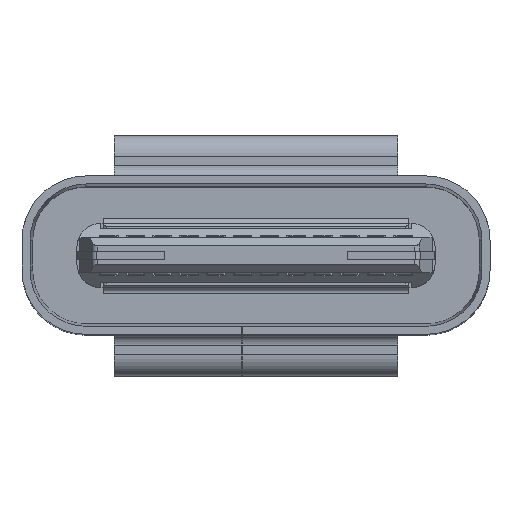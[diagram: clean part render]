
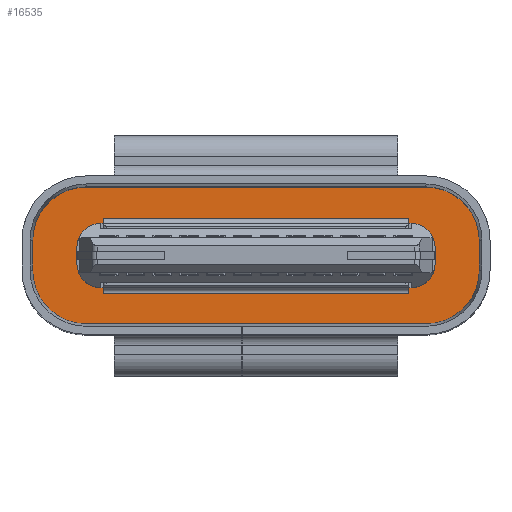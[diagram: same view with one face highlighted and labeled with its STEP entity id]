
A CAD part, top view. The second image highlights one B-rep face of the part: STEP entity #16535.
In plain terms, the highlighted planar face has unit normal (0, 0, 1).
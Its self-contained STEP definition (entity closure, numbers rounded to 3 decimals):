
#745=DIRECTION('',(0.,1.,0.));
#746=VECTOR('',#745,0.3);
#747=CARTESIAN_POINT('',(-3.345,-0.15,2.602));
#748=LINE('8675',#747,#746);
#776=DIRECTION('',(-1.,0.,0.));
#777=VECTOR('',#776,0.045);
#778=CARTESIAN_POINT('',(2.895,-0.6,2.602));
#779=LINE('8689',#778,#777);
#780=DIRECTION('',(-1.,0.,0.));
#781=VECTOR('',#780,0.045);
#782=CARTESIAN_POINT('',(-2.85,-0.6,2.602));
#783=LINE('8693',#782,#781);
#2227=DIRECTION('',(1.,0.,0.));
#2228=VECTOR('',#2227,0.045);
#2229=CARTESIAN_POINT('',(-2.895,0.6,2.602));
#2230=LINE('8925',#2229,#2228);
#2235=DIRECTION('',(1.,0.,0.));
#2236=VECTOR('',#2235,0.045);
#2237=CARTESIAN_POINT('',(2.85,0.6,2.602));
#2238=LINE('8929',#2237,#2236);
#2369=CARTESIAN_POINT('',(-3.17,0.28,2.602));
#2370=DIRECTION('',(0.,0.,-1.));
#2371=DIRECTION('',(-1.,0.,0.));
#2372=AXIS2_PLACEMENT_3D('',#2369,#2370,#2371);
#2374=DIRECTION('',(1.,0.,0.));
#2375=VECTOR('',#2374,6.34);
#2376=CARTESIAN_POINT('',(-3.17,1.28,2.602));
#2377=LINE('8934',#2376,#2375);
#2378=CARTESIAN_POINT('',(3.17,0.28,2.602));
#2379=DIRECTION('',(0.,0.,-1.));
#2380=DIRECTION('',(0.,1.,0.));
#2381=AXIS2_PLACEMENT_3D('',#2378,#2379,#2380);
#2383=CARTESIAN_POINT('',(3.17,-0.28,2.602));
#2384=DIRECTION('',(0.,0.,-1.));
#2385=DIRECTION('',(1.,0.,0.));
#2386=AXIS2_PLACEMENT_3D('',#2383,#2384,#2385);
#2388=DIRECTION('',(0.,-1.,0.));
#2389=VECTOR('',#2388,0.2);
#2390=CARTESIAN_POINT('',(0.475,-1.28,2.602));
#2391=LINE('8939',#2390,#2389);
#2392=DIRECTION('',(0.,1.,0.));
#2393=VECTOR('',#2392,0.2);
#2394=CARTESIAN_POINT('',(0.465,-1.48,2.602));
#2395=LINE('8941',#2394,#2393);
#2396=CARTESIAN_POINT('',(-3.17,-0.28,2.602));
#2397=DIRECTION('',(0.,0.,-1.));
#2398=DIRECTION('',(0.,-1.,0.));
#2399=AXIS2_PLACEMENT_3D('',#2396,#2397,#2398);
#2401=DIRECTION('',(0.,1.,0.));
#2402=VECTOR('',#2401,0.56);
#2403=CARTESIAN_POINT('',(-4.17,-0.28,2.602));
#2404=LINE('8944',#2403,#2402);
#2405=CARTESIAN_POINT('',(-2.895,0.15,2.602));
#2406=DIRECTION('',(0.,0.,1.));
#2407=DIRECTION('',(0.,1.,0.));
#2408=AXIS2_PLACEMENT_3D('',#2405,#2406,#2407);
#2410=CARTESIAN_POINT('',(-2.895,-0.15,2.602));
#2411=DIRECTION('',(0.,0.,1.));
#2412=DIRECTION('',(-1.,0.,0.));
#2413=AXIS2_PLACEMENT_3D('',#2410,#2411,#2412);
#2415=DIRECTION('',(0.,1.,0.));
#2416=VECTOR('',#2415,0.1);
#2417=CARTESIAN_POINT('',(2.85,-0.7,2.602));
#2418=LINE('8947',#2417,#2416);
#2419=CARTESIAN_POINT('',(2.895,-0.15,2.602));
#2420=DIRECTION('',(0.,0.,1.));
#2421=DIRECTION('',(0.,-1.,0.));
#2422=AXIS2_PLACEMENT_3D('',#2419,#2420,#2421);
#2424=CARTESIAN_POINT('',(2.895,0.15,2.602));
#2425=DIRECTION('',(0.,0.,1.));
#2426=DIRECTION('',(1.,0.,0.));
#2427=AXIS2_PLACEMENT_3D('',#2424,#2425,#2426);
#2449=DIRECTION('',(1.,0.,0.));
#2450=VECTOR('',#2449,3.635);
#2451=CARTESIAN_POINT('',(-3.17,-1.28,2.602));
#2452=LINE('8942',#2451,#2450);
#2597=DIRECTION('',(1.,0.,0.));
#2598=VECTOR('',#2597,0.01);
#2599=CARTESIAN_POINT('',(0.465,-1.48,2.602));
#2600=LINE('8940',#2599,#2598);
#5169=DIRECTION('',(1.,0.,0.));
#5170=VECTOR('',#5169,2.695);
#5171=CARTESIAN_POINT('',(0.475,-1.28,2.602));
#5172=LINE('8938',#5171,#5170);
#5243=DIRECTION('',(0.,1.,0.));
#5244=VECTOR('',#5243,0.56);
#5245=CARTESIAN_POINT('',(4.17,-0.28,2.602));
#5246=LINE('8936',#5245,#5244);
#7466=DIRECTION('',(0.,1.,0.));
#7467=VECTOR('',#7466,0.1);
#7468=CARTESIAN_POINT('',(-2.85,-0.7,2.602));
#7469=LINE('8945',#7468,#7467);
#7474=DIRECTION('',(-1.,0.,0.));
#7475=VECTOR('',#7474,5.7);
#7476=CARTESIAN_POINT('',(2.85,-0.7,2.602));
#7477=LINE('8946',#7476,#7475);
#7554=DIRECTION('',(0.,-1.,0.));
#7555=VECTOR('',#7554,0.3);
#7556=CARTESIAN_POINT('',(3.345,0.15,2.602));
#7557=LINE('8949',#7556,#7555);
#7601=DIRECTION('',(0.,-1.,0.));
#7602=VECTOR('',#7601,0.1);
#7603=CARTESIAN_POINT('',(2.85,0.7,2.602));
#7604=LINE('8951',#7603,#7602);
#7609=DIRECTION('',(1.,0.,0.));
#7610=VECTOR('',#7609,5.7);
#7611=CARTESIAN_POINT('',(-2.85,0.7,2.602));
#7612=LINE('8952',#7611,#7610);
#7617=DIRECTION('',(0.,1.,0.));
#7618=VECTOR('',#7617,0.1);
#7619=CARTESIAN_POINT('',(-2.85,0.6,2.602));
#7620=LINE('8953',#7619,#7618);
#11285=CARTESIAN_POINT('',(-3.345,0.15,2.602));
#11286=VERTEX_POINT('',#11285);
#11287=CARTESIAN_POINT('',(-2.895,0.6,2.602));
#11288=VERTEX_POINT('',#11287);
#11312=CARTESIAN_POINT('',(-3.345,-0.15,2.602));
#11313=VERTEX_POINT('',#11312);
#11315=CARTESIAN_POINT('',(-2.895,-0.6,2.602));
#11317=VERTEX_POINT('',#11315);
#11333=CARTESIAN_POINT('',(2.895,-0.6,2.602));
#11334=VERTEX_POINT('',#11333);
#11335=CARTESIAN_POINT('',(2.85,-0.6,2.602));
#11336=VERTEX_POINT('',#11335);
#11341=CARTESIAN_POINT('',(-2.85,-0.6,2.602));
#11342=VERTEX_POINT('',#11341);
#11763=CARTESIAN_POINT('',(-2.85,0.6,2.602));
#11764=VERTEX_POINT('',#11763);
#11769=CARTESIAN_POINT('',(2.85,0.6,2.602));
#11770=VERTEX_POINT('',#11769);
#11771=CARTESIAN_POINT('',(2.895,0.6,2.602));
#11772=VERTEX_POINT('',#11771);
#11775=CARTESIAN_POINT('',(-4.17,0.28,2.602));
#11776=CARTESIAN_POINT('',(-3.17,1.28,2.602));
#11777=VERTEX_POINT('',#11775);
#11778=VERTEX_POINT('',#11776);
#11779=CARTESIAN_POINT('',(3.17,1.28,2.602));
#11780=VERTEX_POINT('',#11779);
#11781=CARTESIAN_POINT('',(4.17,0.28,2.602));
#11782=VERTEX_POINT('',#11781);
#11783=CARTESIAN_POINT('',(4.17,-0.28,2.602));
#11784=VERTEX_POINT('',#11783);
#11785=CARTESIAN_POINT('',(3.17,-1.28,2.602));
#11786=VERTEX_POINT('',#11785);
#11787=CARTESIAN_POINT('',(0.475,-1.28,2.602));
#11788=VERTEX_POINT('',#11787);
#11789=CARTESIAN_POINT('',(0.475,-1.48,2.602));
#11790=VERTEX_POINT('',#11789);
#11791=CARTESIAN_POINT('',(0.465,-1.48,2.602));
#11792=VERTEX_POINT('',#11791);
#11793=CARTESIAN_POINT('',(0.465,-1.28,2.602));
#11794=VERTEX_POINT('',#11793);
#11795=CARTESIAN_POINT('',(-3.17,-1.28,2.602));
#11796=VERTEX_POINT('',#11795);
#11797=CARTESIAN_POINT('',(-4.17,-0.28,2.602));
#11798=VERTEX_POINT('',#11797);
#11799=CARTESIAN_POINT('',(-2.85,-0.7,2.602));
#11800=VERTEX_POINT('',#11799);
#11801=CARTESIAN_POINT('',(2.85,-0.7,2.602));
#11802=VERTEX_POINT('',#11801);
#11803=CARTESIAN_POINT('',(3.345,-0.15,2.602));
#11804=VERTEX_POINT('',#11803);
#11805=CARTESIAN_POINT('',(3.345,0.15,2.602));
#11806=VERTEX_POINT('',#11805);
#11807=CARTESIAN_POINT('',(2.85,0.7,2.602));
#11808=VERTEX_POINT('',#11807);
#11809=CARTESIAN_POINT('',(-2.85,0.7,2.602));
#11810=VERTEX_POINT('',#11809);
#16478=CARTESIAN_POINT('',(3.485,0.,2.602));
#16479=DIRECTION('',(0.,0.,1.));
#16480=DIRECTION('',(1.,0.,0.));
#16481=AXIS2_PLACEMENT_3D('',#16478,#16479,#16480);
#16482=PLANE('10875',#16481);
#16484=ORIENTED_EDGE('8933',*,*,#16483,.T.);
#16486=ORIENTED_EDGE('8934',*,*,#16485,.T.);
#16488=ORIENTED_EDGE('8935',*,*,#16487,.T.);
#16490=ORIENTED_EDGE('8936',*,*,#16489,.F.);
#16492=ORIENTED_EDGE('8937',*,*,#16491,.T.);
#16494=ORIENTED_EDGE('8938',*,*,#16493,.F.);
#16496=ORIENTED_EDGE('8939',*,*,#16495,.T.);
#16498=ORIENTED_EDGE('8940',*,*,#16497,.F.);
#16500=ORIENTED_EDGE('8941',*,*,#16499,.T.);
#16502=ORIENTED_EDGE('8942',*,*,#16501,.F.);
#16504=ORIENTED_EDGE('8943',*,*,#16503,.T.);
#16506=ORIENTED_EDGE('8944',*,*,#16505,.T.);
#16507=EDGE_LOOP('10875',(#16484,#16486,#16488,#16490,#16492,#16494,#16496,
#16498,#16500,#16502,#16504,#16506));
#16508=FACE_OUTER_BOUND('10875',#16507,.F.);
#16509=ORIENTED_EDGE('8655',*,*,#14280,.T.);
#16510=ORIENTED_EDGE('8675',*,*,#14322,.F.);
#16511=ORIENTED_EDGE('8678',*,*,#14338,.T.);
#16512=ORIENTED_EDGE('8693',*,*,#14378,.F.);
#16514=ORIENTED_EDGE('8945',*,*,#16513,.F.);
#16516=ORIENTED_EDGE('8946',*,*,#16515,.F.);
#16518=ORIENTED_EDGE('8947',*,*,#16517,.T.);
#16519=ORIENTED_EDGE('8689',*,*,#14370,.F.);
#16521=ORIENTED_EDGE('8948',*,*,#16520,.T.);
#16523=ORIENTED_EDGE('8949',*,*,#16522,.F.);
#16524=ORIENTED_EDGE('8950',*,*,#16263,.T.);
#16525=ORIENTED_EDGE('8929',*,*,#16298,.F.);
#16527=ORIENTED_EDGE('8951',*,*,#16526,.F.);
#16529=ORIENTED_EDGE('8952',*,*,#16528,.F.);
#16531=ORIENTED_EDGE('8953',*,*,#16530,.F.);
#16532=ORIENTED_EDGE('8925',*,*,#16290,.F.);
#16533=EDGE_LOOP('10875',(#16509,#16510,#16511,#16512,#16514,#16516,#16518,
#16519,#16521,#16523,#16524,#16525,#16527,#16529,#16531,#16532));
#16534=FACE_BOUND('10875',#16533,.F.);
#2373=CIRCLE('8933',#2372,1.);
#2382=CIRCLE('8935',#2381,1.);
#2387=CIRCLE('8937',#2386,1.);
#2400=CIRCLE('8943',#2399,1.);
#2409=CIRCLE('8655',#2408,0.45);
#2414=CIRCLE('8678',#2413,0.45);
#2423=CIRCLE('8948',#2422,0.45);
#2428=CIRCLE('8950',#2427,0.45);
#14280=EDGE_CURVE('8655',#11288,#11286,#2409,.T.);
#14322=EDGE_CURVE('8675',#11313,#11286,#748,.T.);
#14338=EDGE_CURVE('8678',#11313,#11317,#2414,.T.);
#14370=EDGE_CURVE('8689',#11334,#11336,#779,.T.);
#14378=EDGE_CURVE('8693',#11342,#11317,#783,.T.);
#16263=EDGE_CURVE('8950',#11806,#11772,#2428,.T.);
#16290=EDGE_CURVE('8925',#11288,#11764,#2230,.T.);
#16298=EDGE_CURVE('8929',#11770,#11772,#2238,.T.);
#16483=EDGE_CURVE('8933',#11777,#11778,#2373,.T.);
#16485=EDGE_CURVE('8934',#11778,#11780,#2377,.T.);
#16487=EDGE_CURVE('8935',#11780,#11782,#2382,.T.);
#16489=EDGE_CURVE('8936',#11784,#11782,#5246,.T.);
#16491=EDGE_CURVE('8937',#11784,#11786,#2387,.T.);
#16493=EDGE_CURVE('8938',#11788,#11786,#5172,.T.);
#16495=EDGE_CURVE('8939',#11788,#11790,#2391,.T.);
#16497=EDGE_CURVE('8940',#11792,#11790,#2600,.T.);
#16499=EDGE_CURVE('8941',#11792,#11794,#2395,.T.);
#16501=EDGE_CURVE('8942',#11796,#11794,#2452,.T.);
#16503=EDGE_CURVE('8943',#11796,#11798,#2400,.T.);
#16505=EDGE_CURVE('8944',#11798,#11777,#2404,.T.);
#16513=EDGE_CURVE('8945',#11800,#11342,#7469,.T.);
#16515=EDGE_CURVE('8946',#11802,#11800,#7477,.T.);
#16517=EDGE_CURVE('8947',#11802,#11336,#2418,.T.);
#16520=EDGE_CURVE('8948',#11334,#11804,#2423,.T.);
#16522=EDGE_CURVE('8949',#11806,#11804,#7557,.T.);
#16526=EDGE_CURVE('8951',#11808,#11770,#7604,.T.);
#16528=EDGE_CURVE('8952',#11810,#11808,#7612,.T.);
#16530=EDGE_CURVE('8953',#11764,#11810,#7620,.T.);
#16535=ADVANCED_FACE('10875',(#16508,#16534),#16482,.T.);
